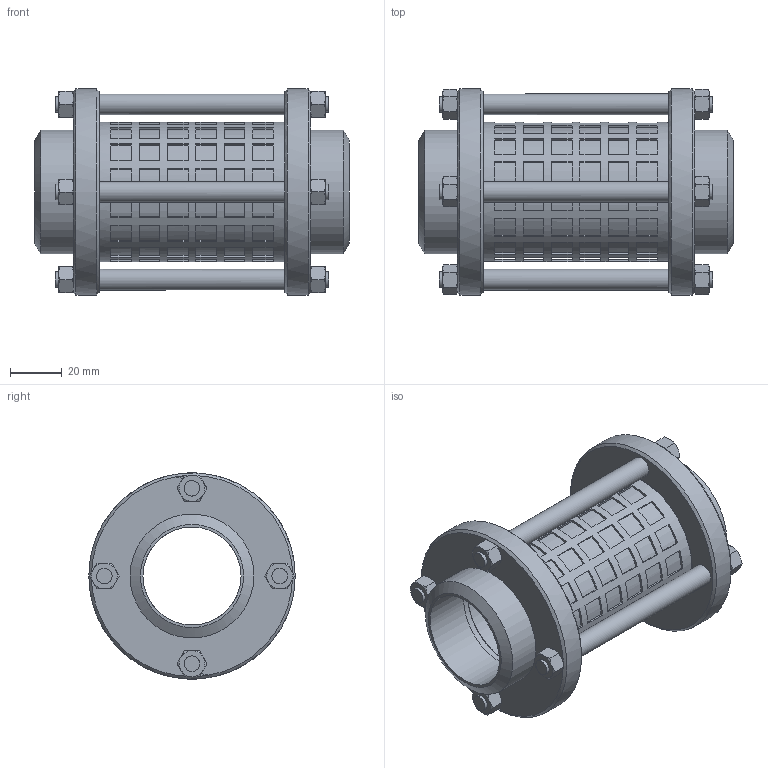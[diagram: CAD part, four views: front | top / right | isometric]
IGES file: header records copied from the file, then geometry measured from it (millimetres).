
Global section: file name: 51020040000; native system: Autodesk Inventor 2015; preprocessor: unknown; author: Struska Martin; date: 20160315.093605; units: millimetre
Bounding box: 122 x 80 x 79.94 mm (x, y, z)
Volume: 168402.3 mm3; surface area: 80229.3 mm2
Topology: 1 solids, 10 shells, 604 faces, 1652 edges, 1076 vertices
Faces by surface type: bspline 604
